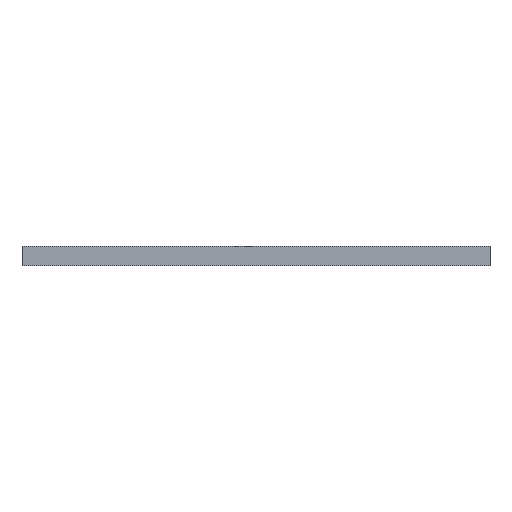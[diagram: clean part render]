
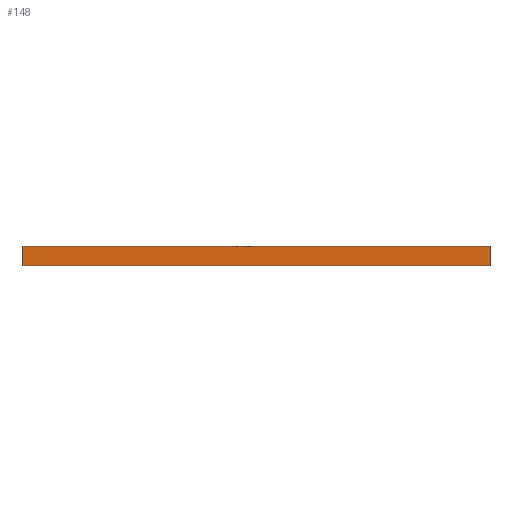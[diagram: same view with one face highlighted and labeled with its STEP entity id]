
A CAD part, front view. The second image highlights one B-rep face of the part: STEP entity #148.
In plain terms, the highlighted planar face has unit normal (0, -1, 0).
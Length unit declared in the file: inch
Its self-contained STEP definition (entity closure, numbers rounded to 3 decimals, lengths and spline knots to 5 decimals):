
#148=ADVANCED_FACE('',(#291),#292,.T.);
#291=FACE_OUTER_BOUND('',#612,.T.);
#292=PLANE('',#613);
#612=EDGE_LOOP('',(#883,#884,#885,#886));
#613=AXIS2_PLACEMENT_3D('',#887,#888,#889);
#883=ORIENTED_EDGE('',*,*,#1083,.T.);
#884=ORIENTED_EDGE('',*,*,#1037,.F.);
#885=ORIENTED_EDGE('',*,*,#1084,.F.);
#886=ORIENTED_EDGE('',*,*,#1085,.T.);
#887=CARTESIAN_POINT('',(1.46876,0.0,0.0));
#888=DIRECTION('',(0.0,-1.0,0.0));
#889=DIRECTION('',(1.0,0.0,-0.0));
#1037=EDGE_CURVE('',#1154,#1149,#1156,.T.);
#1083=EDGE_CURVE('',#1228,#1149,#1229,.T.);
#1084=EDGE_CURVE('',#1230,#1154,#1231,.T.);
#1085=EDGE_CURVE('',#1230,#1228,#1232,.T.);
#1149=VERTEX_POINT('',#1324);
#1154=VERTEX_POINT('',#1331);
#1156=LINE('',#1334,#1335);
#1228=VERTEX_POINT('',#1476);
#1229=LINE('',#1477,#1478);
#1230=VERTEX_POINT('',#1479);
#1231=LINE('',#1480,#1481);
#1232=LINE('',#1482,#1483);
#1324=CARTESIAN_POINT('',(0.0,0.0,0.125));
#1331=CARTESIAN_POINT('',(0.0,0.0,0.0));
#1334=CARTESIAN_POINT('',(0.0,0.0,0.0));
#1335=VECTOR('',#1613,1.0);
#1476=CARTESIAN_POINT('',(2.93751,0.0,0.125));
#1477=CARTESIAN_POINT('',(2.93751,0.0,0.125));
#1478=VECTOR('',#1629,1.0);
#1479=CARTESIAN_POINT('',(2.93751,0.0,0.0));
#1480=CARTESIAN_POINT('',(2.93751,0.0,0.0));
#1481=VECTOR('',#1630,1.0);
#1482=CARTESIAN_POINT('',(2.93751,0.0,0.0));
#1483=VECTOR('',#1631,1.0);
#1613=DIRECTION('',(0.0,0.0,1.0));
#1629=DIRECTION('',(-1.0,0.0,0.0));
#1630=DIRECTION('',(-1.0,0.0,0.0));
#1631=DIRECTION('',(0.0,0.0,1.0));
